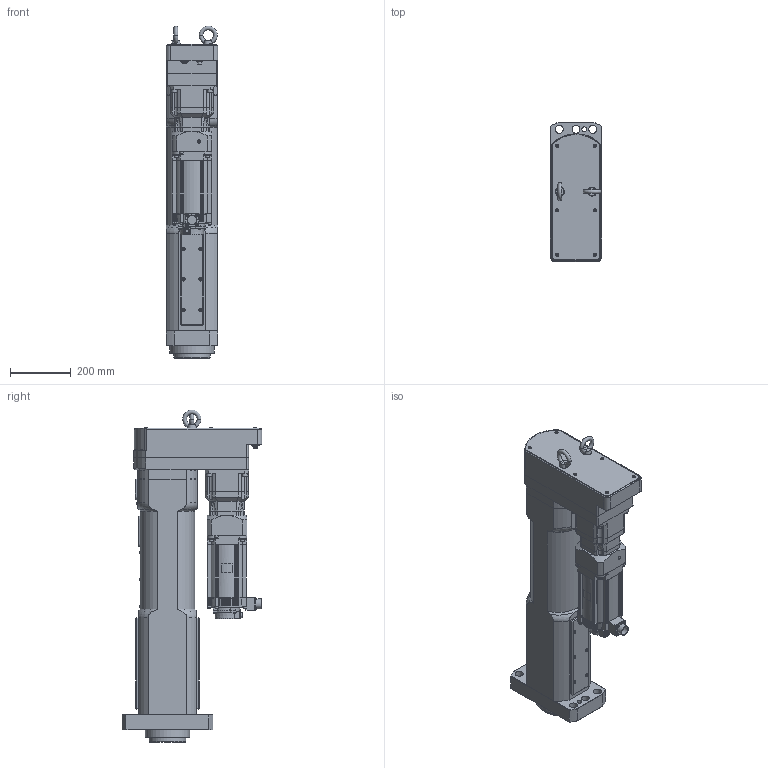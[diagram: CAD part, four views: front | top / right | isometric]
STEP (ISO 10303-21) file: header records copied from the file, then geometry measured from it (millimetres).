
FILE_DESCRIPTION(/* description */ (''),/* implementation_level */ '2;1');
FILE_NAME(/* name */ 'DPS-202Y5-20PB(DS-P029+B).stp',/* time_stamp */ '2021-01-12T17:22:15+09:00',/* author */ ('y-mizuno'),/* organization */ (''),/* preprocessor_version */ 'ST-DEVELOPER v18.1',/* originating_system */ 'Autodesk Inventor 2021',/* authorisation */ '');
FILE_SCHEMA (('AUTOMOTIVE_DESIGN { 1 0 10303 214 3 1 1 }'));
Products named in the file (1): DPS-202Y5-20PB(DS-P029+B)
Bounding box: 168 x 459 x 1089.6 mm (x, y, z)
Volume: 40816943 mm3; surface area: 1363039.5 mm2
Topology: 1 solids, 25 shells, 1987 faces, 5360 edges, 3560 vertices
Faces by surface type: plane 1243, cylinder 421, cone 236, torus 70, bspline 13, sphere 4
Full cylindrical faces by diameter (mm): 2.459 x3, 3.242 x1, 4 x4, 5 x3, 5.5 x8, 5.6 x4, 5.9 x4, 6 x4, 8 x6, 9 x2, 10 x27, 10.11 x1, 10.5 x4, 10.6 x2, 11 x19, 11.6 x1, 12 x3, 12.7 x1, 13 x4, 13.835 x6, 14 x3, 15.3 x1, 16 x7, 16.5 x1, 18 x1, 24 x1, 26 x6, 29 x1, 30 x10, 32 x8
Entity records: 65970 total; most frequent: CARTESIAN_POINT 14710, ORIENTED_EDGE 10597, DIRECTION 10049, EDGE_CURVE 5306, AXIS2_PLACEMENT_3D 3663, VERTEX_POINT 3560, LINE 2723, VECTOR 2723
